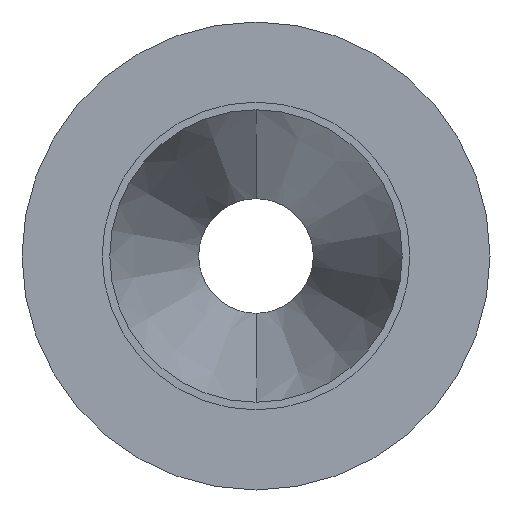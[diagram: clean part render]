
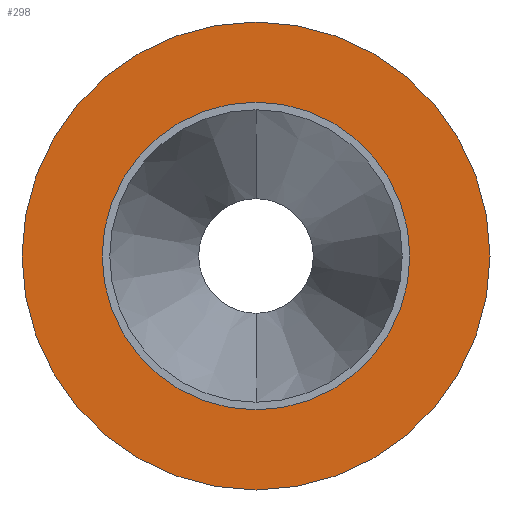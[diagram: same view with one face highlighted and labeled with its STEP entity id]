
A CAD part, front view. The second image highlights one B-rep face of the part: STEP entity #298.
In plain terms, the highlighted planar face has unit normal (0, -1, 0).
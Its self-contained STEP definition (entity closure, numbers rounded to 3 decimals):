
#10 = CIRCLE ( 'NONE', #488, 13.15 ) ;
#12 = EDGE_CURVE ( 'NONE', #599, #676, #10, .T. ) ;
#31 = ORIENTED_EDGE ( 'NONE', *, *, #12, .F. ) ;
#52 = DIRECTION ( 'NONE',  ( 0., -1., 0. ) ) ;
#91 = CARTESIAN_POINT ( 'NONE',  ( 0., 0., 20. ) ) ;
#106 = VERTEX_POINT ( 'NONE', #91 ) ;
#123 = EDGE_CURVE ( 'NONE', #106, #658, #605, .T. ) ;
#133 = DIRECTION ( 'NONE',  ( 0., 0., 1. ) ) ;
#145 = AXIS2_PLACEMENT_3D ( 'NONE', #417, #520, #461 ) ;
#148 = PLANE ( 'NONE',  #747 ) ;
#150 = DIRECTION ( 'NONE',  ( 0., -1., 0. ) ) ;
#167 = CARTESIAN_POINT ( 'NONE',  ( 0., 0., -20. ) ) ;
#193 = DIRECTION ( 'NONE',  ( 0., 1., 0. ) ) ;
#207 = DIRECTION ( 'NONE',  ( 0., -1., 0. ) ) ;
#209 = CARTESIAN_POINT ( 'NONE',  ( 0., 0., 0. ) ) ;
#256 = EDGE_CURVE ( 'NONE', #676, #599, #493, .T. ) ;
#298 = ADVANCED_FACE ( 'NONE', ( #299, #770 ), #148, .F. ) ;
#299 = FACE_BOUND ( 'NONE', #618, .T. ) ;
#340 = DIRECTION ( 'NONE',  ( 0., 0., -1. ) ) ;
#349 = AXIS2_PLACEMENT_3D ( 'NONE', #666, #52, #340 ) ;
#368 = CARTESIAN_POINT ( 'NONE',  ( 0., 0., -13.15 ) ) ;
#417 = CARTESIAN_POINT ( 'NONE',  ( 0., 0., 0. ) ) ;
#445 = ORIENTED_EDGE ( 'NONE', *, *, #256, .F. ) ;
#461 = DIRECTION ( 'NONE',  ( 0., 0., -1. ) ) ;
#488 = AXIS2_PLACEMENT_3D ( 'NONE', #695, #207, #753 ) ;
#493 = CIRCLE ( 'NONE', #506, 13.15 ) ;
#506 = AXIS2_PLACEMENT_3D ( 'NONE', #209, #150, #512 ) ;
#510 = EDGE_LOOP ( 'NONE', ( #576, #561 ) ) ;
#512 = DIRECTION ( 'NONE',  ( 0., 0., -1. ) ) ;
#520 = DIRECTION ( 'NONE',  ( 0., -1., 0. ) ) ;
#561 = ORIENTED_EDGE ( 'NONE', *, *, #123, .T. ) ;
#576 = ORIENTED_EDGE ( 'NONE', *, *, #667, .T. ) ;
#584 = CARTESIAN_POINT ( 'NONE',  ( 0., 0., 13.15 ) ) ;
#599 = VERTEX_POINT ( 'NONE', #584 ) ;
#605 = CIRCLE ( 'NONE', #145, 20. ) ;
#618 = EDGE_LOOP ( 'NONE', ( #445, #31 ) ) ;
#620 = CARTESIAN_POINT ( 'NONE',  ( -13.15, 0., 0. ) ) ;
#658 = VERTEX_POINT ( 'NONE', #167 ) ;
#666 = CARTESIAN_POINT ( 'NONE',  ( 0., 0., 0. ) ) ;
#667 = EDGE_CURVE ( 'NONE', #658, #106, #681, .T. ) ;
#676 = VERTEX_POINT ( 'NONE', #368 ) ;
#681 = CIRCLE ( 'NONE', #349, 20. ) ;
#695 = CARTESIAN_POINT ( 'NONE',  ( 0., 0., 0. ) ) ;
#747 = AXIS2_PLACEMENT_3D ( 'NONE', #620, #193, #133 ) ;
#753 = DIRECTION ( 'NONE',  ( 0., 0., -1. ) ) ;
#770 = FACE_OUTER_BOUND ( 'NONE', #510, .T. ) ;
